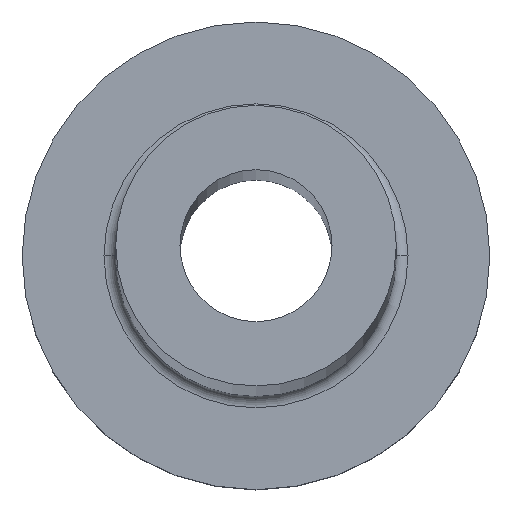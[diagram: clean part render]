
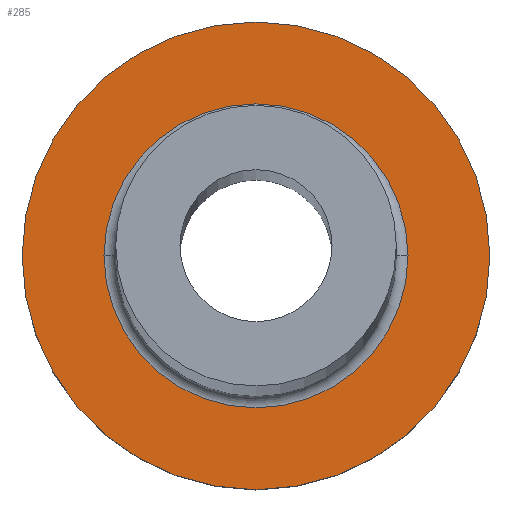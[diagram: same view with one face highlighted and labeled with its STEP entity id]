
A CAD part, top view. The second image highlights one B-rep face of the part: STEP entity #285.
In plain terms, the highlighted planar face has unit normal (0, 0, 1).
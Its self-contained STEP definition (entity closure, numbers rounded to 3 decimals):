
#3 = DIRECTION ( 'NONE',  ( 1., 0., 0. ) ) ;
#5 = PLANE ( 'NONE',  #354 ) ;
#9 = CARTESIAN_POINT ( 'NONE',  ( 0., 0., 7. ) ) ;
#12 = VERTEX_POINT ( 'NONE', #97 ) ;
#19 = AXIS2_PLACEMENT_3D ( 'NONE', #9, #148, #359 ) ;
#25 = EDGE_CURVE ( 'NONE', #12, #380, #42, .T. ) ;
#34 = CARTESIAN_POINT ( 'NONE',  ( 0., 0., 7. ) ) ;
#39 = EDGE_LOOP ( 'NONE', ( #207, #260 ) ) ;
#40 = FACE_OUTER_BOUND ( 'NONE', #39, .T. ) ;
#42 = CIRCLE ( 'NONE', #249, 10. ) ;
#70 = DIRECTION ( 'NONE',  ( 0., 0., -1. ) ) ;
#73 = DIRECTION ( 'NONE',  ( 0., 0., 1. ) ) ;
#89 = AXIS2_PLACEMENT_3D ( 'NONE', #34, #117, #270 ) ;
#97 = CARTESIAN_POINT ( 'NONE',  ( 10., 0., 7. ) ) ;
#102 = CARTESIAN_POINT ( 'NONE',  ( 0., 0., 7. ) ) ;
#117 = DIRECTION ( 'NONE',  ( 0., 0., -1. ) ) ;
#118 = EDGE_LOOP ( 'NONE', ( #277, #360 ) ) ;
#123 = CIRCLE ( 'NONE', #237, 6.5 ) ;
#127 = EDGE_CURVE ( 'NONE', #239, #298, #123, .T. ) ;
#148 = DIRECTION ( 'NONE',  ( 0., 0., 1. ) ) ;
#169 = CIRCLE ( 'NONE', #89, 6.5 ) ;
#173 = CARTESIAN_POINT ( 'NONE',  ( -6.5, 0., 7. ) ) ;
#181 = CARTESIAN_POINT ( 'NONE',  ( -10., 0., 7. ) ) ;
#207 = ORIENTED_EDGE ( 'NONE', *, *, #324, .T. ) ;
#208 = CIRCLE ( 'NONE', #19, 10. ) ;
#213 = FACE_BOUND ( 'NONE', #118, .T. ) ;
#223 = DIRECTION ( 'NONE',  ( 1., 0., 0. ) ) ;
#225 = CARTESIAN_POINT ( 'NONE',  ( 0., 0., 7. ) ) ;
#235 = DIRECTION ( 'NONE',  ( 0., 0., 1. ) ) ;
#237 = AXIS2_PLACEMENT_3D ( 'NONE', #102, #70, #223 ) ;
#238 = CARTESIAN_POINT ( 'NONE',  ( 0., 0., 7. ) ) ;
#239 = VERTEX_POINT ( 'NONE', #374 ) ;
#249 = AXIS2_PLACEMENT_3D ( 'NONE', #225, #73, #340 ) ;
#260 = ORIENTED_EDGE ( 'NONE', *, *, #25, .T. ) ;
#270 = DIRECTION ( 'NONE',  ( 1., 0., 0. ) ) ;
#277 = ORIENTED_EDGE ( 'NONE', *, *, #127, .T. ) ;
#285 = ADVANCED_FACE ( 'NONE', ( #213, #40 ), #5, .T. ) ;
#298 = VERTEX_POINT ( 'NONE', #173 ) ;
#317 = EDGE_CURVE ( 'NONE', #298, #239, #169, .T. ) ;
#324 = EDGE_CURVE ( 'NONE', #380, #12, #208, .T. ) ;
#340 = DIRECTION ( 'NONE',  ( 1., 0., 0. ) ) ;
#354 = AXIS2_PLACEMENT_3D ( 'NONE', #238, #235, #3 ) ;
#359 = DIRECTION ( 'NONE',  ( 1., 0., 0. ) ) ;
#360 = ORIENTED_EDGE ( 'NONE', *, *, #317, .T. ) ;
#374 = CARTESIAN_POINT ( 'NONE',  ( 6.5, 0., 7. ) ) ;
#380 = VERTEX_POINT ( 'NONE', #181 ) ;
